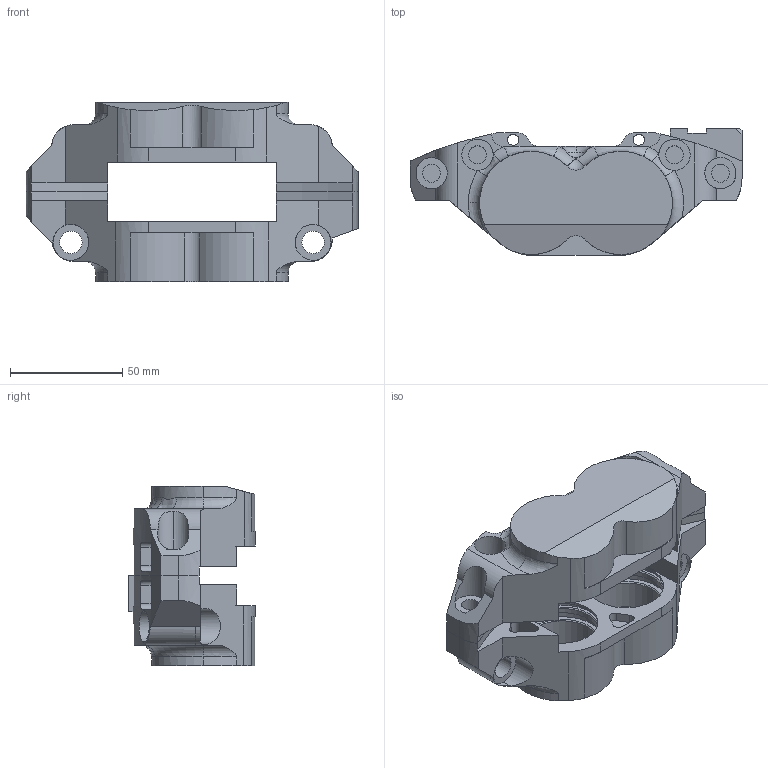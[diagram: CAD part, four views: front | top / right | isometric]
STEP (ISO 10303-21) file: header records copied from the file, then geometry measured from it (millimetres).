
FILE_DESCRIPTION (( 'STEP AP214' ), '1' );
FILE_NAME ('Assemblage1.STEP', '2019-01-08T17:02:46', ( '' ), ( '' ), 'SwSTEP 2.0', 'SolidWorks 2016', '' );
FILE_SCHEMA (( 'AUTOMOTIVE_DESIGN' ));
Length unit declared in the file: millimetre
Products named in the file (3): coté gauche; Assemblage1; coté droit_cot‚ droit
Assembly tree (2 placements, depth 2):
  Assemblage1
    coté gauche
    coté droit_cot‚ droit
Bounding box: 148 x 56.5 x 79.9 mm (x, y, z)
Volume: 170596.1 mm3; surface area: 70630.9 mm2
Topology: 2 solids, 2 shells, 485 faces, 1259 edges, 824 vertices
Faces by surface type: cylinder 223, plane 211, cone 24, torus 18, bspline 6, sphere 3
Entity records: 16821 total; most frequent: CARTESIAN_POINT 4182, DIRECTION 2635, ORIENTED_EDGE 2506, EDGE_CURVE 1253, AXIS2_PLACEMENT_3D 1010, VERTEX_POINT 821, LINE 615, VECTOR 615
